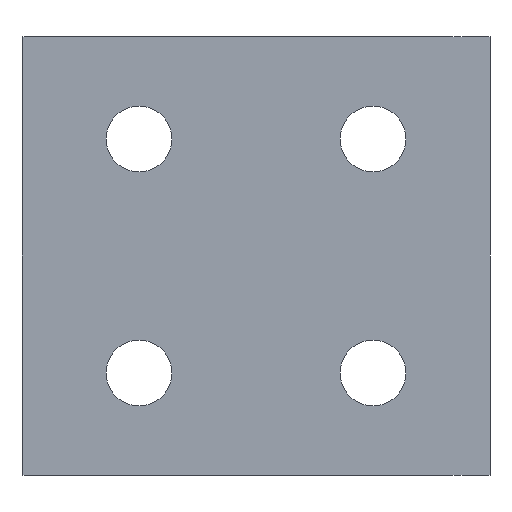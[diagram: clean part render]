
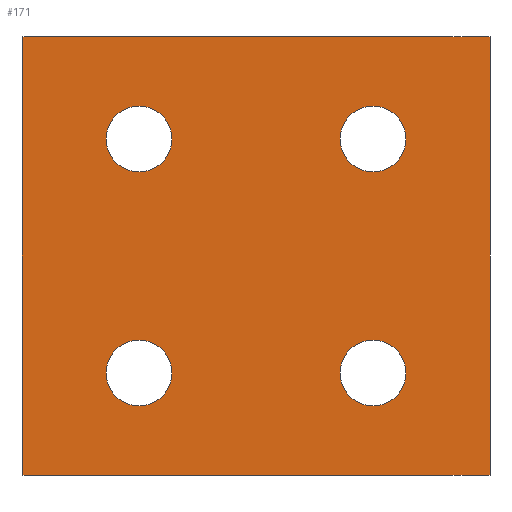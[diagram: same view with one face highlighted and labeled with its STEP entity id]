
A CAD part, front view. The second image highlights one B-rep face of the part: STEP entity #171.
In plain terms, the highlighted planar face has unit normal (0, -1, 0).
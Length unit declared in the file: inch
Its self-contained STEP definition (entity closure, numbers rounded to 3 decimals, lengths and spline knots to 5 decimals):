
#8 = EDGE_CURVE ( 'NONE', #487, #276, #2222, .T. ) ;
#12 = FACE_BOUND ( 'NONE', #187, .T. ) ;
#91 = AXIS2_PLACEMENT_3D ( 'NONE', #755, #2227, #118 ) ;
#118 = DIRECTION ( 'NONE',  ( 0., 0., 1. ) ) ;
#134 = ORIENTED_EDGE ( 'NONE', *, *, #2637, .T. ) ;
#152 = ORIENTED_EDGE ( 'NONE', *, *, #1591, .T. ) ;
#160 = DIRECTION ( 'NONE',  ( 0., 0., -1. ) ) ;
#166 = CARTESIAN_POINT ( 'NONE',  ( 1., -0.5, 0.4375 ) ) ;
#171 = ADVANCED_FACE ( 'NONE', ( #12, #899, #1074, #1743, #2135 ), #506, .F. ) ;
#187 = EDGE_LOOP ( 'NONE', ( #152, #1578 ) ) ;
#193 = DIRECTION ( 'NONE',  ( 0., 1., 0. ) ) ;
#205 = EDGE_CURVE ( 'NONE', #2308, #276, #476, .T. ) ;
#235 = DIRECTION ( 'NONE',  ( 0., 1., 0. ) ) ;
#257 = DIRECTION ( 'NONE',  ( 0., 0., 1. ) ) ;
#276 = VERTEX_POINT ( 'NONE', #2422 ) ;
#279 = CARTESIAN_POINT ( 'NONE',  ( 0., -0.5, 0.297 ) ) ;
#303 = EDGE_CURVE ( 'NONE', #548, #800, #2244, .T. ) ;
#311 = ORIENTED_EDGE ( 'NONE', *, *, #2182, .T. ) ;
#324 = CARTESIAN_POINT ( 'NONE',  ( 0., -0.5, 1.4375 ) ) ;
#328 = CARTESIAN_POINT ( 'NONE',  ( 1., -0.5, 0.297 ) ) ;
#336 = CARTESIAN_POINT ( 'NONE',  ( 0., -0.5, 1.578 ) ) ;
#338 = ORIENTED_EDGE ( 'NONE', *, *, #1451, .T. ) ;
#359 = CIRCLE ( 'NONE', #2114, 0.1405 ) ;
#361 = VECTOR ( 'NONE', #1177, 39.37008 ) ;
#362 = CARTESIAN_POINT ( 'NONE',  ( -0.5, -0.5, 1.875 ) ) ;
#401 = CIRCLE ( 'NONE', #1398, 0.1405 ) ;
#402 = LINE ( 'NONE', #2033, #1217 ) ;
#412 = CARTESIAN_POINT ( 'NONE',  ( 0., -0.5, 0.578 ) ) ;
#475 = DIRECTION ( 'NONE',  ( 0., 0., 1. ) ) ;
#476 = LINE ( 'NONE', #1914, #2065 ) ;
#487 = VERTEX_POINT ( 'NONE', #1590 ) ;
#506 = PLANE ( 'NONE',  #1710 ) ;
#545 = DIRECTION ( 'NONE',  ( 0., 0., 1. ) ) ;
#548 = VERTEX_POINT ( 'NONE', #328 ) ;
#617 = AXIS2_PLACEMENT_3D ( 'NONE', #1160, #2650, #545 ) ;
#627 = DIRECTION ( 'NONE',  ( 0., 0., 1. ) ) ;
#634 = EDGE_CURVE ( 'NONE', #2636, #897, #659, .T. ) ;
#659 = CIRCLE ( 'NONE', #832, 0.1405 ) ;
#662 = DIRECTION ( 'NONE',  ( 1., 0., 0. ) ) ;
#675 = DIRECTION ( 'NONE',  ( 0., 1., 0. ) ) ;
#686 = VERTEX_POINT ( 'NONE', #1457 ) ;
#705 = EDGE_LOOP ( 'NONE', ( #1023, #338 ) ) ;
#755 = CARTESIAN_POINT ( 'NONE',  ( 1., -0.5, 1.4375 ) ) ;
#800 = VERTEX_POINT ( 'NONE', #1107 ) ;
#812 = EDGE_CURVE ( 'NONE', #839, #686, #359, .T. ) ;
#832 = AXIS2_PLACEMENT_3D ( 'NONE', #1652, #1859, #1241 ) ;
#839 = VERTEX_POINT ( 'NONE', #336 ) ;
#868 = CIRCLE ( 'NONE', #1619, 0.1405 ) ;
#897 = VERTEX_POINT ( 'NONE', #1021 ) ;
#899 = FACE_BOUND ( 'NONE', #1539, .T. ) ;
#919 = DIRECTION ( 'NONE',  ( 0., 1., 0. ) ) ;
#944 = EDGE_LOOP ( 'NONE', ( #2698, #1994, #2102, #2036 ) ) ;
#985 = CARTESIAN_POINT ( 'NONE',  ( 1., -0.5, 1.297 ) ) ;
#1005 = VERTEX_POINT ( 'NONE', #279 ) ;
#1021 = CARTESIAN_POINT ( 'NONE',  ( 1., -0.5, 1.578 ) ) ;
#1023 = ORIENTED_EDGE ( 'NONE', *, *, #812, .T. ) ;
#1040 = AXIS2_PLACEMENT_3D ( 'NONE', #1943, #675, #475 ) ;
#1063 = CARTESIAN_POINT ( 'NONE',  ( 1.5, -0.5, 1.875 ) ) ;
#1074 = FACE_BOUND ( 'NONE', #1335, .T. ) ;
#1100 = VERTEX_POINT ( 'NONE', #412 ) ;
#1107 = CARTESIAN_POINT ( 'NONE',  ( 1., -0.5, 0.578 ) ) ;
#1133 = CIRCLE ( 'NONE', #91, 0.1405 ) ;
#1137 = CARTESIAN_POINT ( 'NONE',  ( 1.5, -0.5, 1.875 ) ) ;
#1160 = CARTESIAN_POINT ( 'NONE',  ( 1., -0.5, 0.4375 ) ) ;
#1177 = DIRECTION ( 'NONE',  ( 0., 0., -1. ) ) ;
#1206 = CARTESIAN_POINT ( 'NONE',  ( -0.5, -0.5, 0. ) ) ;
#1217 = VECTOR ( 'NONE', #1390, 39.37008 ) ;
#1241 = DIRECTION ( 'NONE',  ( 0., 0., 1. ) ) ;
#1335 = EDGE_LOOP ( 'NONE', ( #311, #2622 ) ) ;
#1390 = DIRECTION ( 'NONE',  ( 1., 0., 0. ) ) ;
#1398 = AXIS2_PLACEMENT_3D ( 'NONE', #166, #2274, #627 ) ;
#1439 = CIRCLE ( 'NONE', #1040, 0.1405 ) ;
#1443 = AXIS2_PLACEMENT_3D ( 'NONE', #1701, #2333, #257 ) ;
#1451 = EDGE_CURVE ( 'NONE', #686, #839, #868, .T. ) ;
#1457 = CARTESIAN_POINT ( 'NONE',  ( 0., -0.5, 1.297 ) ) ;
#1478 = ORIENTED_EDGE ( 'NONE', *, *, #303, .T. ) ;
#1498 = DIRECTION ( 'NONE',  ( 1., 0., 0. ) ) ;
#1506 = VERTEX_POINT ( 'NONE', #2165 ) ;
#1539 = EDGE_LOOP ( 'NONE', ( #134, #1478 ) ) ;
#1578 = ORIENTED_EDGE ( 'NONE', *, *, #1886, .T. ) ;
#1590 = CARTESIAN_POINT ( 'NONE',  ( 1.5, -0.5, 1.875 ) ) ;
#1591 = EDGE_CURVE ( 'NONE', #1100, #1005, #1439, .T. ) ;
#1619 = AXIS2_PLACEMENT_3D ( 'NONE', #2079, #193, #1661 ) ;
#1652 = CARTESIAN_POINT ( 'NONE',  ( 1., -0.5, 1.4375 ) ) ;
#1661 = DIRECTION ( 'NONE',  ( 0., 0., 1. ) ) ;
#1701 = CARTESIAN_POINT ( 'NONE',  ( 0., -0.5, 0.4375 ) ) ;
#1710 = AXIS2_PLACEMENT_3D ( 'NONE', #1063, #235, #662 ) ;
#1743 = FACE_BOUND ( 'NONE', #705, .T. ) ;
#1807 = EDGE_CURVE ( 'NONE', #1506, #487, #402, .T. ) ;
#1819 = EDGE_CURVE ( 'NONE', #1506, #2308, #2246, .T. ) ;
#1859 = DIRECTION ( 'NONE',  ( 0., 1., 0. ) ) ;
#1886 = EDGE_CURVE ( 'NONE', #1005, #1100, #2107, .T. ) ;
#1914 = CARTESIAN_POINT ( 'NONE',  ( 1.5, -0.5, 0. ) ) ;
#1943 = CARTESIAN_POINT ( 'NONE',  ( 0., -0.5, 0.4375 ) ) ;
#1978 = DIRECTION ( 'NONE',  ( 0., 0., 1. ) ) ;
#1994 = ORIENTED_EDGE ( 'NONE', *, *, #8, .F. ) ;
#2033 = CARTESIAN_POINT ( 'NONE',  ( 1.5, -0.5, 1.875 ) ) ;
#2036 = ORIENTED_EDGE ( 'NONE', *, *, #1819, .T. ) ;
#2065 = VECTOR ( 'NONE', #1498, 39.37008 ) ;
#2079 = CARTESIAN_POINT ( 'NONE',  ( 0., -0.5, 1.4375 ) ) ;
#2102 = ORIENTED_EDGE ( 'NONE', *, *, #1807, .F. ) ;
#2107 = CIRCLE ( 'NONE', #1443, 0.1405 ) ;
#2114 = AXIS2_PLACEMENT_3D ( 'NONE', #324, #919, #1978 ) ;
#2135 = FACE_OUTER_BOUND ( 'NONE', #944, .T. ) ;
#2165 = CARTESIAN_POINT ( 'NONE',  ( -0.5, -0.5, 1.875 ) ) ;
#2182 = EDGE_CURVE ( 'NONE', #897, #2636, #1133, .T. ) ;
#2222 = LINE ( 'NONE', #1137, #361 ) ;
#2227 = DIRECTION ( 'NONE',  ( 0., 1., 0. ) ) ;
#2244 = CIRCLE ( 'NONE', #617, 0.1405 ) ;
#2246 = LINE ( 'NONE', #362, #2499 ) ;
#2274 = DIRECTION ( 'NONE',  ( 0., 1., 0. ) ) ;
#2308 = VERTEX_POINT ( 'NONE', #1206 ) ;
#2333 = DIRECTION ( 'NONE',  ( 0., 1., 0. ) ) ;
#2422 = CARTESIAN_POINT ( 'NONE',  ( 1.5, -0.5, 0. ) ) ;
#2499 = VECTOR ( 'NONE', #160, 39.37008 ) ;
#2622 = ORIENTED_EDGE ( 'NONE', *, *, #634, .T. ) ;
#2636 = VERTEX_POINT ( 'NONE', #985 ) ;
#2637 = EDGE_CURVE ( 'NONE', #800, #548, #401, .T. ) ;
#2650 = DIRECTION ( 'NONE',  ( 0., 1., 0. ) ) ;
#2698 = ORIENTED_EDGE ( 'NONE', *, *, #205, .T. ) ;
